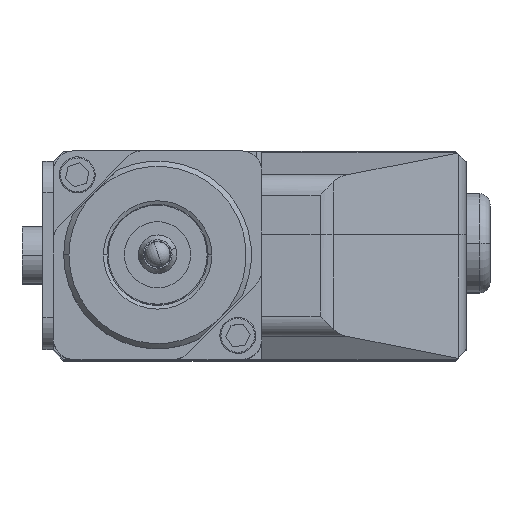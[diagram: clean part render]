
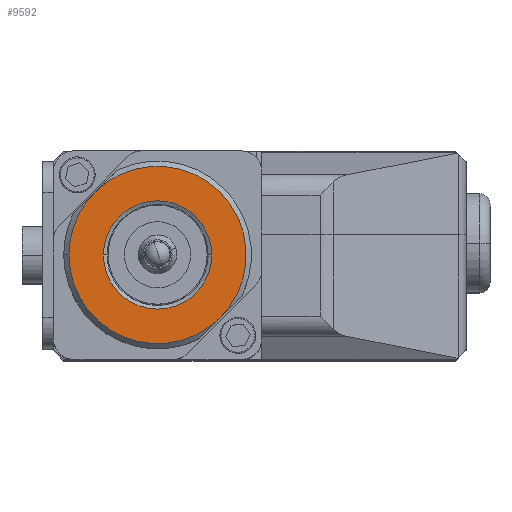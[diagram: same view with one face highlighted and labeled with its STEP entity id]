
A CAD part, top view. The second image highlights one B-rep face of the part: STEP entity #9592.
In plain terms, the highlighted planar face has unit normal (0, 0, 1).
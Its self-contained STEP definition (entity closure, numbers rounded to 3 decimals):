
#68 = ORIENTED_EDGE ( 'NONE', *, *, #26202, .T. ) ;
#212 = CARTESIAN_POINT ( 'NONE',  ( 4.804, 10., 17. ) ) ;
#1426 = AXIS2_PLACEMENT_3D ( 'NONE', #3410, #17321, #20534 ) ;
#1630 = DIRECTION ( 'NONE',  ( 0., 0., 1. ) ) ;
#2408 = EDGE_CURVE ( 'NONE', #27362, #17945, #22786, .T. ) ;
#2768 = CIRCLE ( 'NONE', #8549, 8.5 ) ;
#3410 = CARTESIAN_POINT ( 'NONE',  ( 10., 10., 17. ) ) ;
#3629 = ORIENTED_EDGE ( 'NONE', *, *, #2408, .T. ) ;
#4124 = PLANE ( 'NONE',  #20056 ) ;
#4397 = CIRCLE ( 'NONE', #30621, 5.196 ) ;
#5992 = AXIS2_PLACEMENT_3D ( 'NONE', #23789, #38373, #6878 ) ;
#6249 = VERTEX_POINT ( 'NONE', #212 ) ;
#6857 = FACE_BOUND ( 'NONE', #14881, .T. ) ;
#6878 = DIRECTION ( 'NONE',  ( 1., 0., 0. ) ) ;
#6978 = CARTESIAN_POINT ( 'NONE',  ( 15.196, 10., 17. ) ) ;
#7529 = FACE_OUTER_BOUND ( 'NONE', #19754, .T. ) ;
#7732 = CARTESIAN_POINT ( 'NONE',  ( 10., 10., 17. ) ) ;
#8549 = AXIS2_PLACEMENT_3D ( 'NONE', #10908, #13903, #14813 ) ;
#9592 = ADVANCED_FACE ( 'NONE', ( #7529, #6857 ), #4124, .T. ) ;
#9707 = DIRECTION ( 'NONE',  ( 1., 0., 0. ) ) ;
#10908 = CARTESIAN_POINT ( 'NONE',  ( 10., 10., 17. ) ) ;
#11572 = DIRECTION ( 'NONE',  ( 0., 0., -1. ) ) ;
#13903 = DIRECTION ( 'NONE',  ( 0., 0., 1. ) ) ;
#14068 = AXIS2_PLACEMENT_3D ( 'NONE', #20014, #26626, #9707 ) ;
#14813 = DIRECTION ( 'NONE',  ( 1., 0., 0. ) ) ;
#14881 = EDGE_LOOP ( 'NONE', ( #68, #33806 ) ) ;
#14963 = VERTEX_POINT ( 'NONE', #6978 ) ;
#17321 = DIRECTION ( 'NONE',  ( 0., 0., -1. ) ) ;
#17945 = VERTEX_POINT ( 'NONE', #24798 ) ;
#18843 = EDGE_CURVE ( 'NONE', #6249, #14963, #4397, .T. ) ;
#18922 = ORIENTED_EDGE ( 'NONE', *, *, #21219, .T. ) ;
#19754 = EDGE_LOOP ( 'NONE', ( #44439, #18922, #3629 ) ) ;
#20014 = CARTESIAN_POINT ( 'NONE',  ( 10., 10., 17. ) ) ;
#20056 = AXIS2_PLACEMENT_3D ( 'NONE', #7732, #1630, #42886 ) ;
#20534 = DIRECTION ( 'NONE',  ( 1., 0., 0. ) ) ;
#21219 = EDGE_CURVE ( 'NONE', #23514, #27362, #38790, .T. ) ;
#21638 = DIRECTION ( 'NONE',  ( 1., 0., 0. ) ) ;
#22786 = CIRCLE ( 'NONE', #14068, 8.5 ) ;
#23514 = VERTEX_POINT ( 'NONE', #37546 ) ;
#23789 = CARTESIAN_POINT ( 'NONE',  ( 10., 10., 17. ) ) ;
#24798 = CARTESIAN_POINT ( 'NONE',  ( 3.99, 16.01, 17. ) ) ;
#25497 = CARTESIAN_POINT ( 'NONE',  ( 10., 10., 17. ) ) ;
#26202 = EDGE_CURVE ( 'NONE', #14963, #6249, #32700, .T. ) ;
#26626 = DIRECTION ( 'NONE',  ( 0., 0., 1. ) ) ;
#27362 = VERTEX_POINT ( 'NONE', #41596 ) ;
#30621 = AXIS2_PLACEMENT_3D ( 'NONE', #25497, #11572, #21638 ) ;
#32056 = EDGE_CURVE ( 'NONE', #17945, #23514, #2768, .T. ) ;
#32700 = CIRCLE ( 'NONE', #1426, 5.196 ) ;
#33806 = ORIENTED_EDGE ( 'NONE', *, *, #18843, .T. ) ;
#37546 = CARTESIAN_POINT ( 'NONE',  ( 1.5, 10., 17. ) ) ;
#38373 = DIRECTION ( 'NONE',  ( 0., 0., 1. ) ) ;
#38790 = CIRCLE ( 'NONE', #5992, 8.5 ) ;
#41596 = CARTESIAN_POINT ( 'NONE',  ( 16.01, 3.99, 17. ) ) ;
#42886 = DIRECTION ( 'NONE',  ( 1., 0., 0. ) ) ;
#44439 = ORIENTED_EDGE ( 'NONE', *, *, #32056, .T. ) ;
